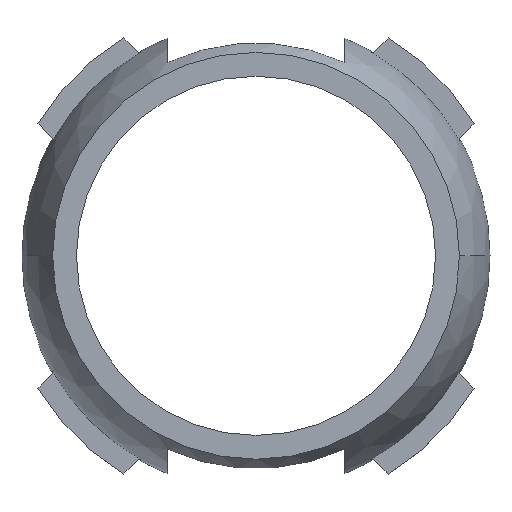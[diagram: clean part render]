
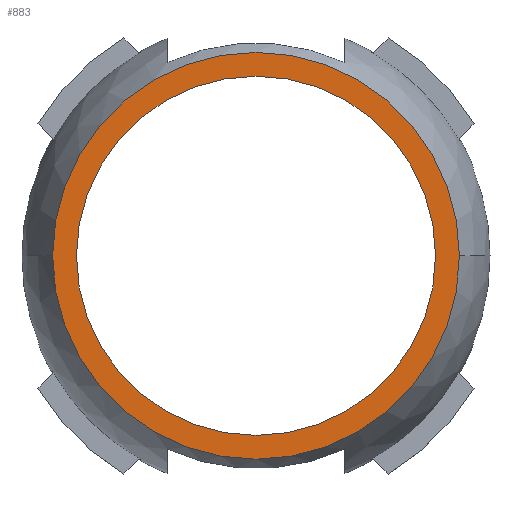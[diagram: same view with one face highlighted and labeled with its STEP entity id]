
A CAD part, top view. The second image highlights one B-rep face of the part: STEP entity #883.
In plain terms, the highlighted planar face has unit normal (0, 0, 1).
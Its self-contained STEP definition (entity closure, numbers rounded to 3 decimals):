
#171=CARTESIAN_POINT('POINT18',(-347.942,0.,
   227.559));
#172=VERTEX_POINT('VERTEX18',#171);
#261=CARTESIAN_POINT('POINT28',(347.942,
   0.,227.559));
#262=VERTEX_POINT('VERTEX28',#261);
#270=CARTESIAN_POINT('POS32',(0.,0.,227.559));
#271=DIRECTION('DIR55',(0.,0.,1.));
#272=DIRECTION('DIR56',(-1.,0.,0.));
#273=AXIS2_PLACEMENT_3D('AXIS24',#270,#271,#272);
#274=CIRCLE('ELLIPSE20',#273,347.942);
#275=EDGE_CURVE('EDGE28',#262,#172,#274,.T.);
#286=EDGE_CURVE('EDGE29',#172,#262,#274,.T.);
#859=CARTESIAN_POINT('POINT61',(-394.144,0.,
   227.559));
#860=VERTEX_POINT('VERTEX61',#859);
#861=CARTESIAN_POINT('POINT62',(394.144,
   0.,227.559));
#862=VERTEX_POINT('VERTEX62',#861);
#863=CARTESIAN_POINT('POS101',(0.,0.,227.559));
#864=DIRECTION('DIR169',(0.,0.,1.));
#865=DIRECTION('DIR170',(-1.,0.,0.));
#866=AXIS2_PLACEMENT_3D('AXIS69',#863,#864,#865);
#867=CIRCLE('ELLIPSE47',#866,394.144);
#868=EDGE_CURVE('EDGE82',#860,#862,#867,.T.);
#869=ORIENTED_EDGE('COEDGE121',*,*,#868,.T.);
#870=EDGE_CURVE('EDGE83',#862,#860,#867,.T.);
#871=ORIENTED_EDGE('COEDGE122',*,*,#870,.T.);
#872=EDGE_LOOP('NONE',(#869,#871));
#873=FACE_BOUND('LOOP1',#872,.T.);
#874=ORIENTED_EDGE('COEDGE123',*,*,#286,.F.);
#875=ORIENTED_EDGE('COEDGE124',*,*,#275,.F.);
#876=EDGE_LOOP('NONE',(#874,#875));
#877=FACE_BOUND('LOOP1',#876,.T.);
#878=CARTESIAN_POINT('POS102',(0.,0.,227.559));
#879=DIRECTION('DIR171',(0.,0.,-1.));
#880=DIRECTION('DIR172',(1.,0.,0.));
#881=AXIS2_PLACEMENT_3D('AXIS70',#878,#879,#880);
#882=PLANE('PLANE18',#881);
#883=ADVANCED_FACE('FACE24',(#873,#877),#882,.F.);
